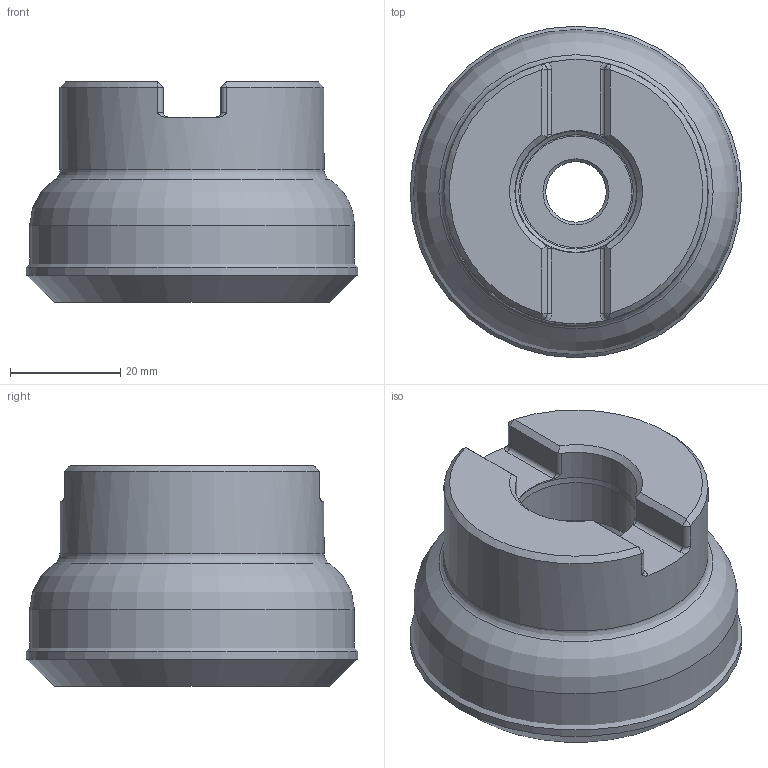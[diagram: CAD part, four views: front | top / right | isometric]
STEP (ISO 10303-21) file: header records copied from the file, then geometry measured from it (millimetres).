
FILE_DESCRIPTION(/* description */ (''),/* implementation_level */ '2;1');
FILE_NAME(/* name */ '50A05R_S45SE09F_C_115009927ndi000_00_SIM.stp',/* time_stamp */ '2020-01-07T06:58:19+01:00',/* author */ (''),/* organization */ (''),/* preprocessor_version */ 'ST-DEVELOPER v16.7',/* originating_system */ 'SIEMENS PLM Software NX 12.0',/* authorisation */ '');
FILE_SCHEMA (('AUTOMOTIVE_DESIGN { 1 0 10303 214 3 1 1 1 }'));
Length unit declared in the file: millimetre
Products named in the file (1): wq7011449CEDq10j
Bounding box: 60.28 x 60.28 x 40 mm (x, y, z)
Volume: 78702 mm3; surface area: 18345.2 mm2
Topology: 2 solids, 2 shells, 78 faces, 186 edges, 110 vertices
Faces by surface type: cylinder 24, plane 18, cone 15, torus 15, revolution 6
Full cylindrical faces by diameter (mm): 11 x1, 18.1 x1, 22.006 x1, 22.2 x1, 48 x1, 59 x1
Entity records: 2283 total; most frequent: CARTESIAN_POINT 613, DIRECTION 346, ORIENTED_EDGE 298, AXIS2_PLACEMENT_3D 150, EDGE_CURVE 149, EDGE_LOOP 110, VERTEX_POINT 103, ADVANCED_FACE 78
